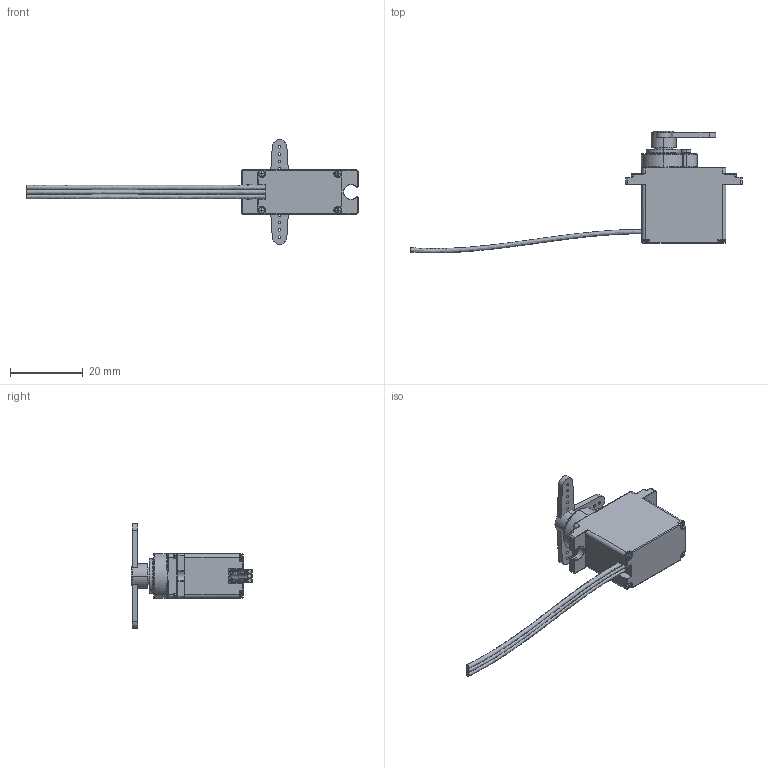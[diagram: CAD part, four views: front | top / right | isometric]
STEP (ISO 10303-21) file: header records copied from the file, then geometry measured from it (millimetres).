
FILE_DESCRIPTION (( 'STEP AP214' ), '1' );
FILE_NAME ('Turnigy TGY-9025MG Servo.STEP', '2013-01-11T01:50:42', ( '' ), ( '' ), 'SwSTEP 2.0', 'SolidWorks 2010', '' );
FILE_SCHEMA (( 'AUTOMOTIVE_DESIGN' ));
Length unit declared in the file: millimetre
Products named in the file (3): TGY-9025MG Servo Body; TGY-9025MG Control Horn; Turnigy TGY-9025MG Servo
Assembly tree (4 placements, depth 2):
  Turnigy TGY-9025MG Servo
    TGY-9025MG Control Horn  x3
    TGY-9025MG Servo Body
Bounding box: 91.06 x 33.37 x 28.75 mm (x, y, z)
Volume: 7359.1 mm3; surface area: 4408.8 mm2
Topology: 10 solids, 10 shells, 510 faces, 1231 edges, 721 vertices
Faces by surface type: cylinder 213, plane 137, torus 103, bspline 33, sphere 18, cone 6
Entity records: 14009 total; most frequent: CARTESIAN_POINT 3383, DIRECTION 2376, ORIENTED_EDGE 2094, EDGE_CURVE 1047, AXIS2_PLACEMENT_3D 977, VERTEX_POINT 621, CIRCLE 551, EDGE_LOOP 476
